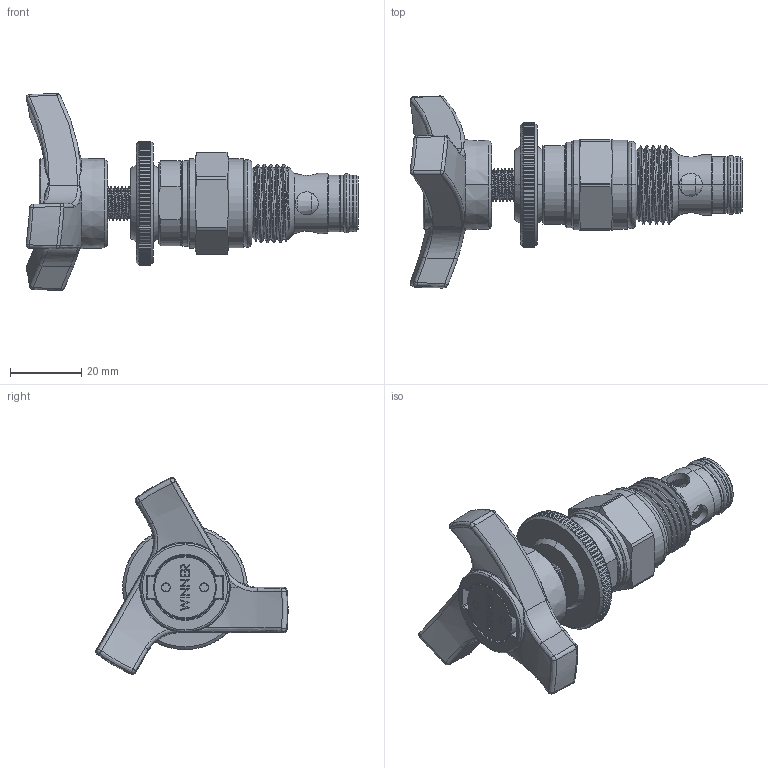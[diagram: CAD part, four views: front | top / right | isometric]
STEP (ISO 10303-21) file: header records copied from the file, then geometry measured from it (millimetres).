
FILE_DESCRIPTION (( 'STEP AP203' ), '1' );
FILE_NAME ('NV10W20-T.STEP', '2016-07-05T06:21:55', ( '' ), ( '' ), 'SwSTEP 2.0', 'SolidWorks 2012', '' );
FILE_SCHEMA (( 'CONFIG_CONTROL_DESIGN' ));
Length unit declared in the file: millimetre
Products named in the file (1): NV10W20-T
Bounding box: 93.29 x 54.02 x 55.33 mm (x, y, z)
Volume: 41084.2 mm3; surface area: 18253.2 mm2
Topology: 10 solids, 10 shells, 931 faces, 2475 edges, 1565 vertices
Faces by surface type: plane 341, cylinder 263, bspline 155, cone 89, torus 43, sphere 40
Entity records: 94605 total; most frequent: CARTESIAN_POINT 73672, ORIENTED_EDGE 4904, DIRECTION 3735, EDGE_CURVE 2452, VERTEX_POINT 1559, AXIS2_PLACEMENT_3D 1459, EDGE_LOOP 973, ADVANCED_FACE 931
